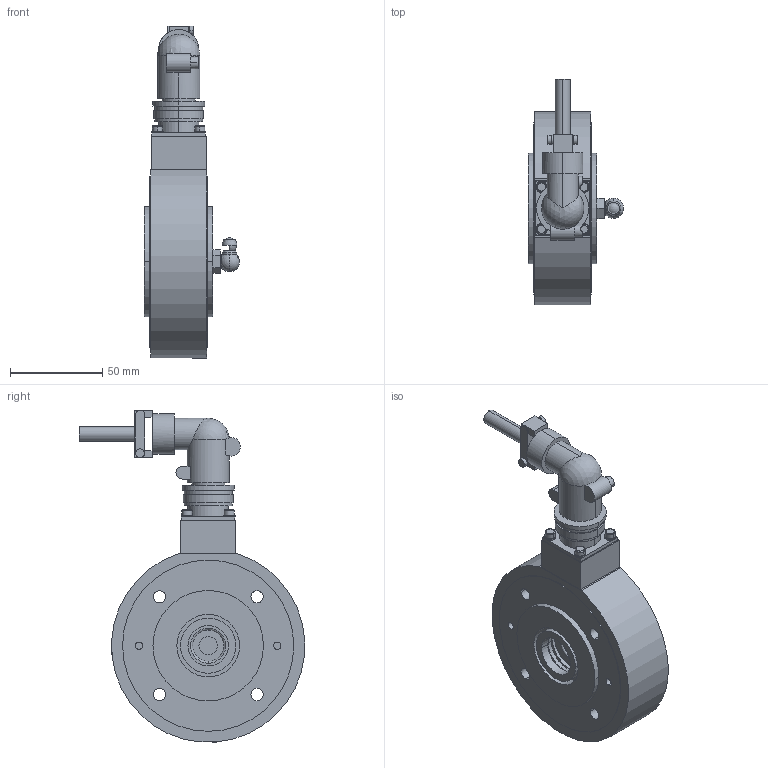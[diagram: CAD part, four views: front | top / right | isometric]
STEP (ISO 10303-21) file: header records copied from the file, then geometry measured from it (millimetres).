
FILE_DESCRIPTION((''),'2;1');
FILE_NAME('50212.stp','2007-09-21T15:54:45',(''),(''),'Mechanical Desktop 2007','Mechanical Desktop 2007',', , ');
FILE_SCHEMA(('CONFIG_CONTROL_DESIGN'));
Length unit declared in the file: millimetre
Products named in the file (28): ZEICHNUNG7; L50212; L4795904; L47958; L47958A; L49601; L49601A; I-6KT_SCHRAUBE_M5X25_NKA; I-6KT_SCHRAUBE_M5X25_NK; L49026; TEIL1; I-6KT_SCHRAUBE_M3X25A; I-6KT_SCHRAUBE_M3X25; FEDERRING_M3; FEDERRING_M3A; V_RING_V22A; V_RING_V22AA; PENDELKUGELLAGER_1203TVA; PENDELKUGELLAGER_1203TV; SICHERUNGSRING_J40A; SICHERUNGSRING_J40; SCHMIERNIPPEL_M10_A3A; SCHMIERNIPPEL_M10_A3; L4340302; TEIL1AA; FLANSCHDOSE_WINKEL_AMPH_4-POLIG; TEIL1A; RM_SDB
Assembly tree (37 placements, depth 4):
  ZEICHNUNG7
    L50212
      L4795904
      L47958
        L47958A
      L49601
        L49601A
      I-6KT_SCHRAUBE_M5X25_NKA  x2
        I-6KT_SCHRAUBE_M5X25_NK
      L49026
        TEIL1
      I-6KT_SCHRAUBE_M3X25A  x4
        I-6KT_SCHRAUBE_M3X25
      FEDERRING_M3  x4
        FEDERRING_M3A
      V_RING_V22A
        V_RING_V22AA
      PENDELKUGELLAGER_1203TVA
        PENDELKUGELLAGER_1203TV
      SICHERUNGSRING_J40A
        SICHERUNGSRING_J40
      SCHMIERNIPPEL_M10_A3A
        SCHMIERNIPPEL_M10_A3
      L4340302  x2
        TEIL1AA
      FLANSCHDOSE_WINKEL_AMPH_4-POLIG
        TEIL1A
    RM_SDB  x3
Bounding box: 51.66 x 122.41 x 180.31 mm (x, y, z)
Volume: 297688.6 mm3; surface area: 106761.1 mm2
Topology: 21 solids, 21 shells, 415 faces, 1019 edges, 670 vertices
Faces by surface type: cylinder 229, plane 133, cone 24, torus 20, sphere 5, bspline 4
Entity records: 11788 total; most frequent: CARTESIAN_POINT 2485, DIRECTION 2009, ORIENTED_EDGE 1622, AXIS2_PLACEMENT_3D 843, EDGE_CURVE 811, VERTEX_POINT 540, CIRCLE 455, EDGE_LOOP 451
